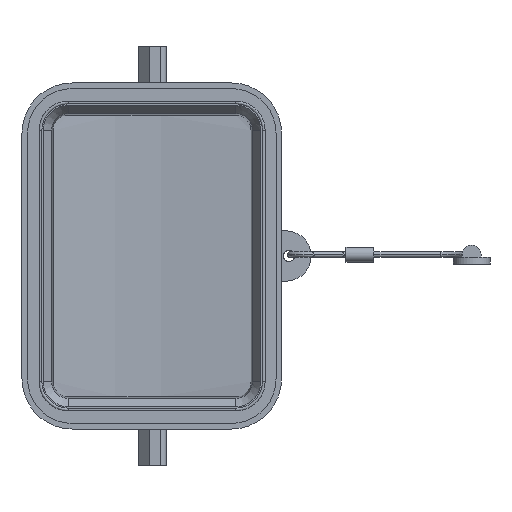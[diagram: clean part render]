
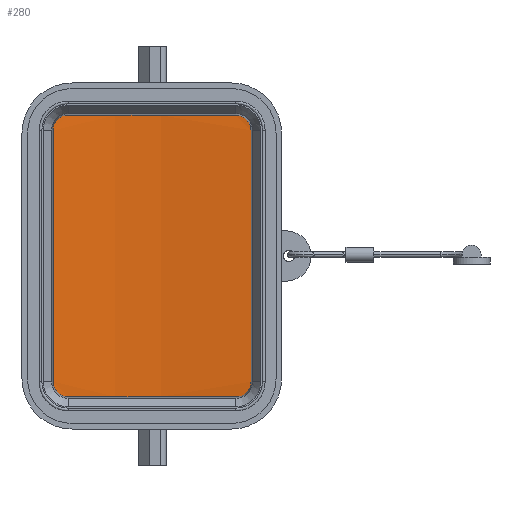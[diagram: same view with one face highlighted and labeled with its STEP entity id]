
A CAD part, front view. The second image highlights one B-rep face of the part: STEP entity #280.
In plain terms, the highlighted cylindrical face has radius 127.858 mm (diameter 255.716 mm), a partial arc.
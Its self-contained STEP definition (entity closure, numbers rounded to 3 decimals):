
#280=ADVANCED_FACE('',(#585),#464,.F.);
#464=CYLINDRICAL_SURFACE('',#3921,127.858);
#585=FACE_OUTER_BOUND('',#793,.T.);
#793=EDGE_LOOP('',(#1950,#1951,#1952,#1953,#1954,#1955,#1956,#1957));
#1008=LINE('',#6372,#1254);
#1009=LINE('',#6413,#1255);
#1254=VECTOR('',#4401,1.);
#1255=VECTOR('',#4402,1.);
#1601=B_SPLINE_CURVE_WITH_KNOTS('',3,(#6347,#6348,#6349,#6350),
 .UNSPECIFIED.,.F.,.F.,(4,4),(0.,1.),.UNSPECIFIED.);
#1602=B_SPLINE_CURVE_WITH_KNOTS('',3,(#6353,#6354,#6355,#6356,#6357,#6358,
#6359,#6360,#6361,#6362,#6363,#6364,#6365,#6366,#6367,#6368,#6369,#6370),
 .UNSPECIFIED.,.F.,.F.,(4,2,2,2,2,2,2,2,4),(0.,0.25,0.375,
0.5,0.625,0.687,0.75,
0.875,1.),.UNSPECIFIED.);
#1603=B_SPLINE_CURVE_WITH_KNOTS('',3,(#6374,#6375,#6376,#6377,#6378,#6379,
#6380,#6381,#6382,#6383,#6384,#6385,#6386,#6387),.UNSPECIFIED.,.F.,.F.,
(4,2,2,2,2,2,4),(0.,0.125,0.188,0.25,
0.375,0.5,1.),.UNSPECIFIED.);
#1604=B_SPLINE_CURVE_WITH_KNOTS('',3,(#6389,#6390,#6391,#6392),
 .UNSPECIFIED.,.F.,.F.,(4,4),(0.,1.),.UNSPECIFIED.);
#1605=B_SPLINE_CURVE_WITH_KNOTS('',3,(#6394,#6395,#6396,#6397,#6398,#6399,
#6400,#6401,#6402,#6403,#6404,#6405,#6406,#6407,#6408,#6409,#6410,#6411),
 .UNSPECIFIED.,.F.,.F.,(4,2,2,2,2,2,2,2,4),(0.,0.25,0.375,
0.5,0.625,0.688,0.75,0.875,1.),
 .UNSPECIFIED.);
#1606=B_SPLINE_CURVE_WITH_KNOTS('',3,(#6415,#6416,#6417,#6418,#6419,#6420,
#6421,#6422,#6423,#6424,#6425,#6426,#6427,#6428),.UNSPECIFIED.,.F.,.F.,
(4,2,2,2,2,2,4),(0.,0.125,0.187,0.25,
0.375,0.5,1.),.UNSPECIFIED.);
#1950=ORIENTED_EDGE('',*,*,#3330,.T.);
#1951=ORIENTED_EDGE('',*,*,#3331,.F.);
#1952=ORIENTED_EDGE('',*,*,#3332,.F.);
#1953=ORIENTED_EDGE('',*,*,#3333,.F.);
#1954=ORIENTED_EDGE('',*,*,#3334,.F.);
#1955=ORIENTED_EDGE('',*,*,#3335,.F.);
#1956=ORIENTED_EDGE('',*,*,#3336,.F.);
#1957=ORIENTED_EDGE('',*,*,#3337,.F.);
#2904=VERTEX_POINT('',#6351);
#2905=VERTEX_POINT('',#6352);
#2906=VERTEX_POINT('',#6371);
#2907=VERTEX_POINT('',#6373);
#2908=VERTEX_POINT('',#6388);
#2909=VERTEX_POINT('',#6393);
#2910=VERTEX_POINT('',#6412);
#2911=VERTEX_POINT('',#6414);
#3330=EDGE_CURVE('',#2904,#2905,#1601,.T.);
#3331=EDGE_CURVE('',#2906,#2905,#1602,.T.);
#3332=EDGE_CURVE('',#2907,#2906,#1008,.T.);
#3333=EDGE_CURVE('',#2908,#2907,#1603,.T.);
#3334=EDGE_CURVE('',#2909,#2908,#1604,.T.);
#3335=EDGE_CURVE('',#2910,#2909,#1605,.T.);
#3336=EDGE_CURVE('',#2911,#2910,#1009,.T.);
#3337=EDGE_CURVE('',#2904,#2911,#1606,.T.);
#3921=AXIS2_PLACEMENT_3D('',#6429,#4403,#4404);
#4401=DIRECTION('',(0.,0.,1.));
#4402=DIRECTION('',(0.,0.,-1.));
#4403=DIRECTION('',(0.,0.,1.));
#4404=DIRECTION('',(1.,0.,0.));
#6347=CARTESIAN_POINT('',(15.,15.117,25.216));
#6348=CARTESIAN_POINT('',(5.046,16.293,25.185));
#6349=CARTESIAN_POINT('',(-5.046,16.293,25.185));
#6350=CARTESIAN_POINT('',(-15.,15.117,25.216));
#6351=CARTESIAN_POINT('',(15.,15.117,25.216));
#6352=CARTESIAN_POINT('',(-15.,15.117,25.216));
#6353=CARTESIAN_POINT('',(-17.725,14.765,22.5));
#6354=CARTESIAN_POINT('',(-17.725,14.765,22.849));
#6355=CARTESIAN_POINT('',(-17.644,14.777,23.237));
#6356=CARTESIAN_POINT('',(-17.454,14.803,23.694));
#6357=CARTESIAN_POINT('',(-17.375,14.814,23.846));
#6358=CARTESIAN_POINT('',(-17.181,14.841,24.141));
#6359=CARTESIAN_POINT('',(-17.038,14.86,24.311));
#6360=CARTESIAN_POINT('',(-16.828,14.888,24.523));
#6361=CARTESIAN_POINT('',(-16.703,14.904,24.63));
#6362=CARTESIAN_POINT('',(-16.484,14.933,24.782));
#6363=CARTESIAN_POINT('',(-16.406,14.943,24.831));
#6364=CARTESIAN_POINT('',(-16.238,14.965,24.924));
#6365=CARTESIAN_POINT('',(-16.113,14.981,24.982));
#6366=CARTESIAN_POINT('',(-15.936,15.003,25.056));
#6367=CARTESIAN_POINT('',(-15.798,15.021,25.112));
#6368=CARTESIAN_POINT('',(-15.286,15.083,25.214));
#6369=CARTESIAN_POINT('',(-15.103,15.105,25.216));
#6370=CARTESIAN_POINT('',(-15.,15.117,25.216));
#6371=CARTESIAN_POINT('',(-17.725,14.765,22.5));
#6372=CARTESIAN_POINT('',(-17.725,14.765,-22.5));
#6373=CARTESIAN_POINT('',(-17.725,14.765,-22.5));
#6374=CARTESIAN_POINT('',(-15.,15.117,-25.216));
#6375=CARTESIAN_POINT('',(-15.103,15.105,-25.216));
#6376=CARTESIAN_POINT('',(-15.314,15.08,-25.209));
#6377=CARTESIAN_POINT('',(-15.651,15.039,-25.141));
#6378=CARTESIAN_POINT('',(-15.749,15.026,-25.115));
#6379=CARTESIAN_POINT('',(-15.919,15.005,-25.06));
#6380=CARTESIAN_POINT('',(-15.954,15.001,-25.048));
#6381=CARTESIAN_POINT('',(-16.239,14.965,-24.93));
#6382=CARTESIAN_POINT('',(-16.407,14.943,-24.835));
#6383=CARTESIAN_POINT('',(-16.699,14.905,-24.634));
#6384=CARTESIAN_POINT('',(-16.796,14.892,-24.554));
#6385=CARTESIAN_POINT('',(-17.463,14.803,-23.888));
#6386=CARTESIAN_POINT('',(-17.725,14.765,-23.199));
#6387=CARTESIAN_POINT('',(-17.725,14.765,-22.5));
#6388=CARTESIAN_POINT('',(-15.,15.117,-25.216));
#6389=CARTESIAN_POINT('',(15.,15.117,-25.216));
#6390=CARTESIAN_POINT('',(5.,16.298,-25.185));
#6391=CARTESIAN_POINT('',(-5.,16.298,-25.185));
#6392=CARTESIAN_POINT('',(-15.,15.117,-25.216));
#6393=CARTESIAN_POINT('',(15.,15.117,-25.216));
#6394=CARTESIAN_POINT('',(17.725,14.765,-22.5));
#6395=CARTESIAN_POINT('',(17.725,14.765,-22.849));
#6396=CARTESIAN_POINT('',(17.644,14.777,-23.237));
#6397=CARTESIAN_POINT('',(17.454,14.803,-23.694));
#6398=CARTESIAN_POINT('',(17.375,14.814,-23.846));
#6399=CARTESIAN_POINT('',(17.181,14.841,-24.141));
#6400=CARTESIAN_POINT('',(17.038,14.86,-24.311));
#6401=CARTESIAN_POINT('',(16.828,14.888,-24.523));
#6402=CARTESIAN_POINT('',(16.703,14.904,-24.63));
#6403=CARTESIAN_POINT('',(16.484,14.933,-24.782));
#6404=CARTESIAN_POINT('',(16.406,14.943,-24.831));
#6405=CARTESIAN_POINT('',(16.238,14.965,-24.924));
#6406=CARTESIAN_POINT('',(16.113,14.981,-24.982));
#6407=CARTESIAN_POINT('',(15.936,15.003,-25.056));
#6408=CARTESIAN_POINT('',(15.798,15.021,-25.112));
#6409=CARTESIAN_POINT('',(15.286,15.083,-25.214));
#6410=CARTESIAN_POINT('',(15.103,15.105,-25.216));
#6411=CARTESIAN_POINT('',(15.,15.117,-25.216));
#6412=CARTESIAN_POINT('',(17.725,14.765,-22.5));
#6413=CARTESIAN_POINT('',(17.725,14.765,22.5));
#6414=CARTESIAN_POINT('',(17.725,14.765,22.5));
#6415=CARTESIAN_POINT('',(15.,15.117,25.216));
#6416=CARTESIAN_POINT('',(15.103,15.105,25.216));
#6417=CARTESIAN_POINT('',(15.314,15.08,25.209));
#6418=CARTESIAN_POINT('',(15.651,15.039,25.141));
#6419=CARTESIAN_POINT('',(15.749,15.026,25.115));
#6420=CARTESIAN_POINT('',(15.919,15.005,25.06));
#6421=CARTESIAN_POINT('',(15.954,15.001,25.048));
#6422=CARTESIAN_POINT('',(16.239,14.965,24.93));
#6423=CARTESIAN_POINT('',(16.407,14.943,24.835));
#6424=CARTESIAN_POINT('',(16.699,14.905,24.634));
#6425=CARTESIAN_POINT('',(16.796,14.892,24.554));
#6426=CARTESIAN_POINT('',(17.463,14.803,23.888));
#6427=CARTESIAN_POINT('',(17.725,14.765,23.199));
#6428=CARTESIAN_POINT('',(17.725,14.765,22.5));
#6429=CARTESIAN_POINT('',(0.,-111.858,33.));
